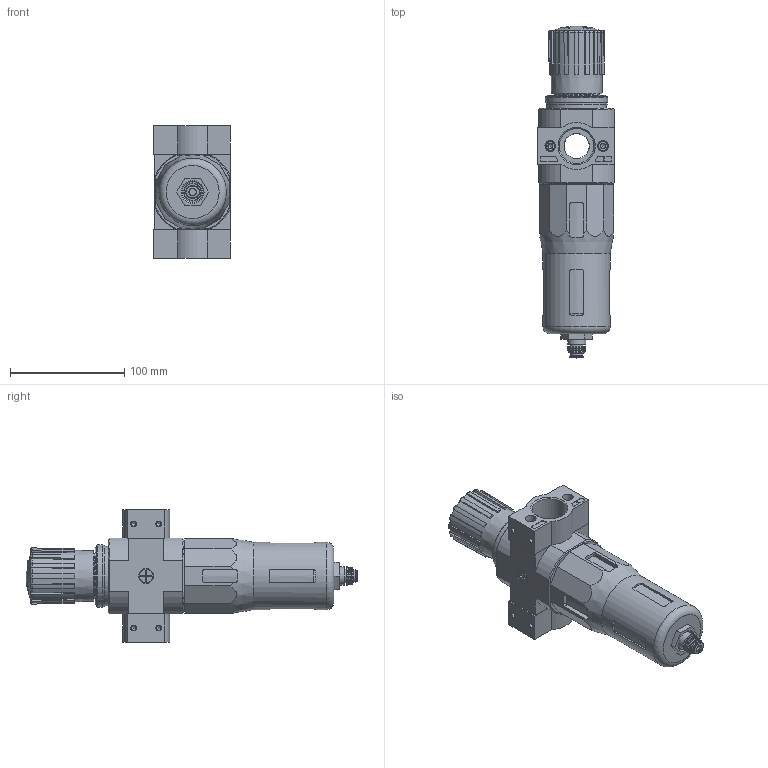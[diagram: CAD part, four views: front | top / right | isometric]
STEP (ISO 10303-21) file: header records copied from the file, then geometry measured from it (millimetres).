
FILE_DESCRIPTION(/* description */ ('STEP AP214'),/* implementation_level */ '2;1');
FILE_NAME(/* name */ '192401_LFR-1-D-5M-O-DI-MAXI-A',/* time_stamp */ '2024-09-03T20:45:45+02:00',/* author */ ('License CC BY-ND 4.0'),/* organization */ ('CADENAS'),/* preprocessor_version */ 'ST-DEVELOPER v19.3',/* originating_system */ 'PARTsolutions',/* authorisation */ ' ');
FILE_SCHEMA (('AUTOMOTIVE_DESIGN {1 0 10303 214 3 1 1}'));
Length unit declared in the file: millimetre
Products named in the file (9): 192401 LFR-1-D-5M-O-DI-MAXI-A---(0); 396645 LFR-D-5M-DI-MAXI-A--(0); 380315 PBL-1-D-MAXI-R---(0) p1; DIN-912 - M5x20(F); 380313 PBL-1-D-MAXI-L---(1) p1; 398012 LRVS-D-MINI; 125696 LR/LFR-D-MAXI; 373846 LR-MIDI; 526489 MS4-LFR-V
Assembly tree (11 placements, depth 2):
  192401 LFR-1-D-5M-O-DI-MAXI-A---(0)
    396645 LFR-D-5M-DI-MAXI-A--(0)
    380315 PBL-1-D-MAXI-R---(0) p1
    DIN-912 - M5x20(F)  x4
    380313 PBL-1-D-MAXI-L---(1) p1
    398012 LRVS-D-MINI
    125696 LR/LFR-D-MAXI
    373846 LR-MIDI
    526489 MS4-LFR-V
Bounding box: 67.1 x 290.22 x 116 mm (x, y, z)
Volume: 821867.9 mm3; surface area: 106156.6 mm2
Topology: 11 solids, 12 shells, 649 faces, 1566 edges, 991 vertices
Faces by surface type: plane 322, cylinder 132, cone 125, torus 65, sphere 5
Full cylindrical faces by diameter (mm): 2 x1, 4.134 x8, 4.2 x1, 5 x4, 6 x1, 6.3 x1, 8.5 x4, 9.5 x1, 9.6 x1, 11 x1, 11.2 x1, 11.4 x1, 11.445 x2, 11.6 x1, 11.8 x1, 13.157 x2, 15.8 x1, 18 x1, 22 x3, 30 x2, 30.291 x2, 39 x1, 40 x1, 50.2 x1, 50.376 x1, 52 x1, 53.5 x1, 54.8 x1, 58.8 x1, 59 x1
Entity records: 19387 total; most frequent: CARTESIAN_POINT 3736, DIRECTION 2628, ORIENTED_EDGE 2510, EDGE_CURVE 1255, AXIS2_PLACEMENT_3D 1062, VERTEX_POINT 892, FACE_BOUND 773, EDGE_LOOP 764
